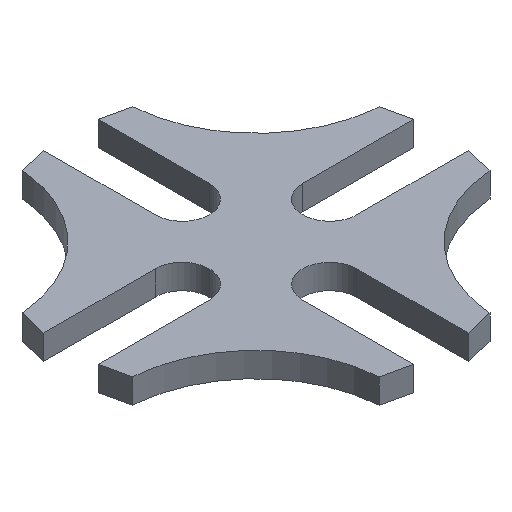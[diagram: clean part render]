
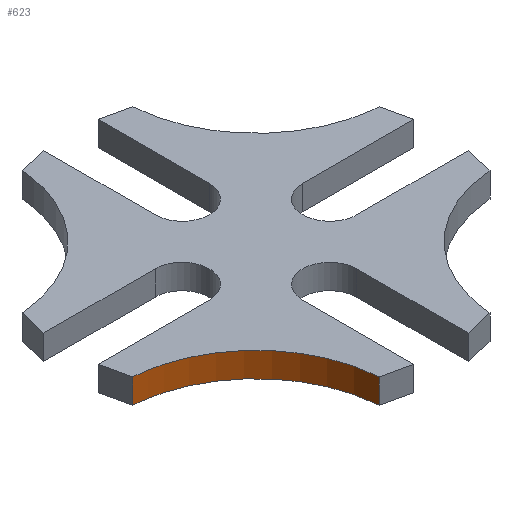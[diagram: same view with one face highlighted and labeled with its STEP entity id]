
A CAD part, isometric view. The second image highlights one B-rep face of the part: STEP entity #623.
In plain terms, the highlighted free-form (B-spline) face has degree [2, 1] with [3, 2] control points.
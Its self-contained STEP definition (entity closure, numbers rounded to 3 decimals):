
#79 = VERTEX_POINT('',#80);
#80 = CARTESIAN_POINT('',(-42.11,-13.052,0.));
#86 = EDGE_CURVE('',#87,#79,#89,.T.);
#87 = VERTEX_POINT('',#88);
#88 = CARTESIAN_POINT('',(-13.052,-42.11,0.));
#89 = ( BOUNDED_CURVE() B_SPLINE_CURVE(2,(#90,#91,#92),.UNSPECIFIED.,.F.
,.F.) B_SPLINE_CURVE_WITH_KNOTS((3,3),(3.212,4.642),
.PIECEWISE_BEZIER_KNOTS.) CURVE() GEOMETRIC_REPRESENTATION_ITEM() 
RATIONAL_B_SPLINE_CURVE((1.,0.755,1.)) REPRESENTATION_ITEM('') 
  );
#90 = CARTESIAN_POINT('',(-13.052,-42.11,0.));
#91 = CARTESIAN_POINT('',(-14.954,-14.954,0.));
#92 = CARTESIAN_POINT('',(-42.11,-13.052,0.));
#605 = VERTEX_POINT('',#606);
#606 = CARTESIAN_POINT('',(-13.052,-42.11,
    5.801));
#612 = EDGE_CURVE('',#605,#87,#613,.T.);
#613 = B_SPLINE_CURVE_WITH_KNOTS('',1,(#614,#615),.UNSPECIFIED.,.F.,.F.,
  (2,2),(-5.,-0.),.PIECEWISE_BEZIER_KNOTS.);
#614 = CARTESIAN_POINT('',(-13.052,-42.11,
    5.801));
#615 = CARTESIAN_POINT('',(-13.052,-42.11,0.));
#623 = ADVANCED_FACE('',(#624),#641,.F.);
#624 = FACE_BOUND('',#625,.F.);
#625 = EDGE_LOOP('',(#626,#634,#635,#636));
#626 = ORIENTED_EDGE('',*,*,#627,.F.);
#627 = EDGE_CURVE('',#605,#628,#630,.T.);
#628 = VERTEX_POINT('',#629);
#629 = CARTESIAN_POINT('',(-42.11,-13.052,
    5.801));
#630 = ( BOUNDED_CURVE() B_SPLINE_CURVE(2,(#631,#632,#633),
.UNSPECIFIED.,.F.,.F.) B_SPLINE_CURVE_WITH_KNOTS((3,3),(3.212,
4.642),.PIECEWISE_BEZIER_KNOTS.) CURVE() 
GEOMETRIC_REPRESENTATION_ITEM() RATIONAL_B_SPLINE_CURVE((1.,
0.755,1.)) REPRESENTATION_ITEM('') );
#631 = CARTESIAN_POINT('',(-13.052,-42.11,
    5.801));
#632 = CARTESIAN_POINT('',(-14.954,-14.954,
    5.801));
#633 = CARTESIAN_POINT('',(-42.11,-13.052,
    5.801));
#634 = ORIENTED_EDGE('',*,*,#612,.T.);
#635 = ORIENTED_EDGE('',*,*,#86,.T.);
#636 = ORIENTED_EDGE('',*,*,#637,.F.);
#637 = EDGE_CURVE('',#628,#79,#638,.T.);
#638 = B_SPLINE_CURVE_WITH_KNOTS('',1,(#639,#640),.UNSPECIFIED.,.F.,.F.,
  (2,2),(-5.,-0.),.PIECEWISE_BEZIER_KNOTS.);
#639 = CARTESIAN_POINT('',(-42.11,-13.052,
    5.801));
#640 = CARTESIAN_POINT('',(-42.11,-13.052,0.));
#641 = ( BOUNDED_SURFACE() B_SPLINE_SURFACE(2,1,(
    (#642,#643)
    ,(#644,#645)
,(#646,#647
    )),.UNSPECIFIED.,.F.,.F.,.F.) B_SPLINE_SURFACE_WITH_KNOTS((3,3),(2,2
    ),(3.212,4.642),(-5.,0.),.PIECEWISE_BEZIER_KNOTS.) 
GEOMETRIC_REPRESENTATION_ITEM() RATIONAL_B_SPLINE_SURFACE((
    (1.,1.)
    ,(0.755,0.755)
,(1.,1.))) REPRESENTATION_ITEM('') SURFACE() );
#642 = CARTESIAN_POINT('',(-13.052,-42.11,0.));
#643 = CARTESIAN_POINT('',(-13.052,-42.11,
    5.801));
#644 = CARTESIAN_POINT('',(-14.954,-14.954,0.));
#645 = CARTESIAN_POINT('',(-14.954,-14.954,
    5.801));
#646 = CARTESIAN_POINT('',(-42.11,-13.052,0.));
#647 = CARTESIAN_POINT('',(-42.11,-13.052,
    5.801));
